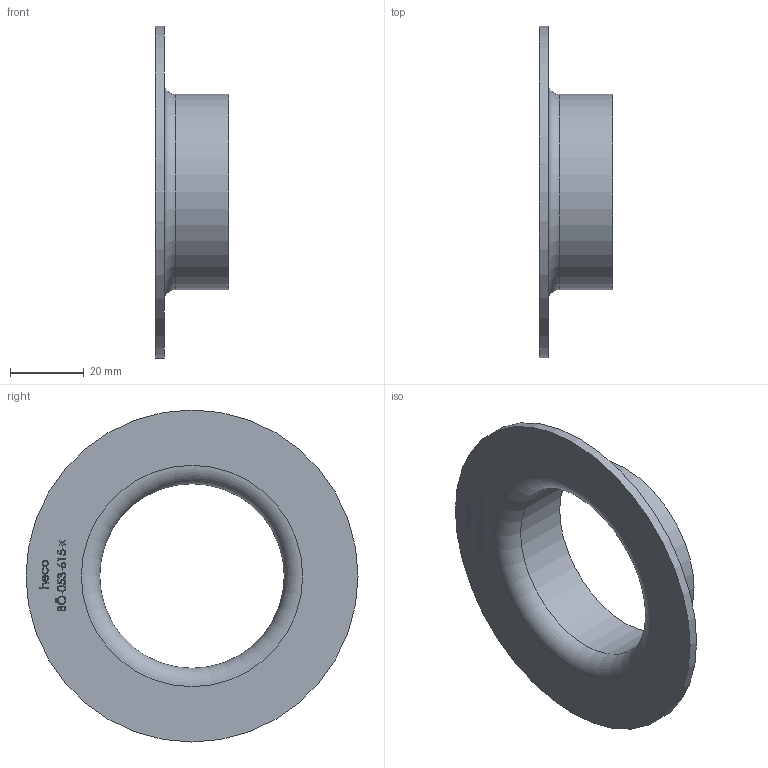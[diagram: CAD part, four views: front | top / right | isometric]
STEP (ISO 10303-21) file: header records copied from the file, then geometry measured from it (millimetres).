
FILE_DESCRIPTION (( 'STEP AP214' ), '1' );
FILE_NAME ('BÖ-053-615-x Vorschweissbördel 2010.STEP', '2020-10-12T10:51:04', ( '' ), ( '' ), 'SwSTEP 2.0', 'SolidWorks 2019', '' );
FILE_SCHEMA (( 'AUTOMOTIVE_DESIGN' ));
Length unit declared in the file: millimetre
Products named in the file (1): BÖ-053-615-x Vorschweissbördel 2010
Bounding box: 20 x 90 x 90 mm (x, y, z)
Volume: 14686.8 mm3; surface area: 15073 mm2
Topology: 1 solids, 1 shells, 211 faces, 548 edges, 365 vertices
Faces by surface type: bspline 108, plane 98, cylinder 3, torus 2
Full cylindrical faces by diameter (mm): 50 x1, 53 x1, 90 x1
Entity records: 14450 total; most frequent: CARTESIAN_POINT 7842, ORIENTED_EDGE 1084, DIRECTION 542, EDGE_CURVE 542, VERTEX_POINT 364, LINE 318, VECTOR 318, EDGE_LOOP 244
